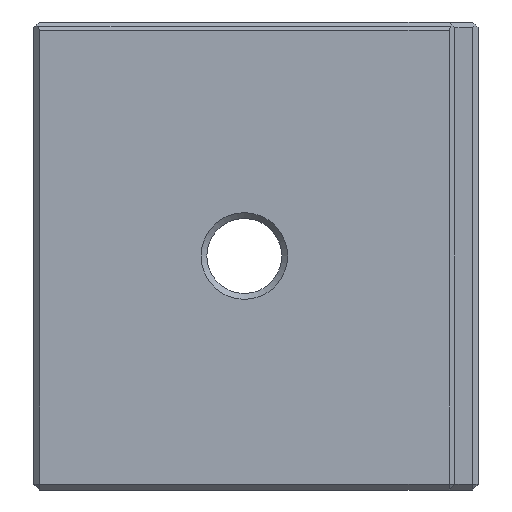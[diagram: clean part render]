
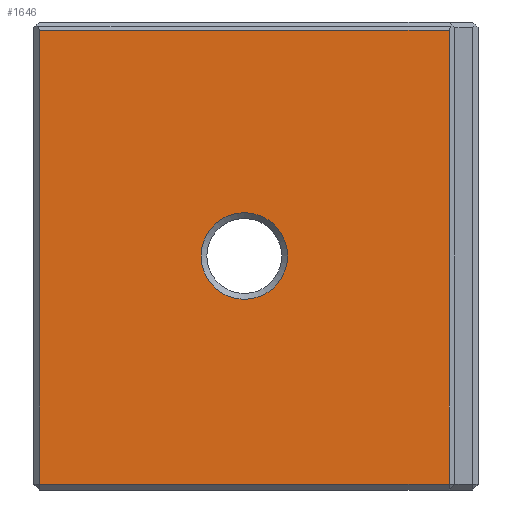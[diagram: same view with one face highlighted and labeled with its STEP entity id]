
A CAD part, left-side view. The second image highlights one B-rep face of the part: STEP entity #1646.
In plain terms, the highlighted planar face has unit normal (-1, 0, 0).
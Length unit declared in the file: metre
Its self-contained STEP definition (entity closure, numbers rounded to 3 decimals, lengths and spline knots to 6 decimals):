
#24=CIRCLE('',#1763,0.00185);
#65=ORIENTED_EDGE('',*,*,#523,.T.);
#66=ORIENTED_EDGE('',*,*,#524,.T.);
#67=ORIENTED_EDGE('',*,*,#525,.T.);
#68=ORIENTED_EDGE('',*,*,#526,.T.);
#69=ORIENTED_EDGE('',*,*,#527,.T.);
#523=EDGE_CURVE('',#751,#751,#24,.F.);
#524=EDGE_CURVE('',#752,#753,#895,.T.);
#525=EDGE_CURVE('',#753,#754,#896,.T.);
#526=EDGE_CURVE('',#754,#755,#897,.T.);
#527=EDGE_CURVE('',#755,#752,#898,.T.);
#751=VERTEX_POINT('',#2382);
#752=VERTEX_POINT('',#2384);
#753=VERTEX_POINT('',#2385);
#754=VERTEX_POINT('',#2387);
#755=VERTEX_POINT('',#2389);
#895=LINE('',#2383,#1111);
#896=LINE('',#2386,#1112);
#897=LINE('',#2388,#1113);
#898=LINE('',#2390,#1114);
#1111=VECTOR('',#1918,1.);
#1112=VECTOR('',#1919,1.);
#1113=VECTOR('',#1920,1.);
#1114=VECTOR('',#1921,1.);
#1309=EDGE_LOOP('',(#65));
#1310=EDGE_LOOP('',(#66,#67,#68,#69));
#1431=FACE_BOUND('',#1309,.T.);
#1432=FACE_BOUND('',#1310,.T.);
#1553=PLANE('',#1762);
#1646=ADVANCED_FACE('',(#1431,#1432),#1553,.T.);
#1762=AXIS2_PLACEMENT_3D('',#2380,#1914,#1915);
#1763=AXIS2_PLACEMENT_3D('',#2381,#1916,#1917);
#1914=DIRECTION('',(-1.,0.,0.));
#1915=DIRECTION('',(0.,1.,0.));
#1916=DIRECTION('',(-1.,0.,0.));
#1917=DIRECTION('',(0.,1.,0.));
#1918=DIRECTION('',(0.,1.,0.));
#1919=DIRECTION('',(0.,0.,-1.));
#1920=DIRECTION('',(0.,-1.,0.));
#1921=DIRECTION('',(0.,0.,1.));
#2380=CARTESIAN_POINT('',(-0.009994,0.000081,0.));
#2381=CARTESIAN_POINT('',(-0.009994,0.000081,0.01));
#2382=CARTESIAN_POINT('',(-0.009994,0.001931,0.01));
#2383=CARTESIAN_POINT('',(-0.009994,0.000081,0.019646));
#2384=CARTESIAN_POINT('',(-0.009994,-0.008669,0.019646));
#2385=CARTESIAN_POINT('',(-0.009994,0.008831,0.019646));
#2386=CARTESIAN_POINT('',(-0.009994,0.008831,0.));
#2387=CARTESIAN_POINT('',(-0.009994,0.008831,0.00025));
#2388=CARTESIAN_POINT('',(-0.009994,0.000081,0.00025));
#2389=CARTESIAN_POINT('',(-0.009994,-0.008669,0.00025));
#2390=CARTESIAN_POINT('',(-0.009994,-0.008669,0.01975));
